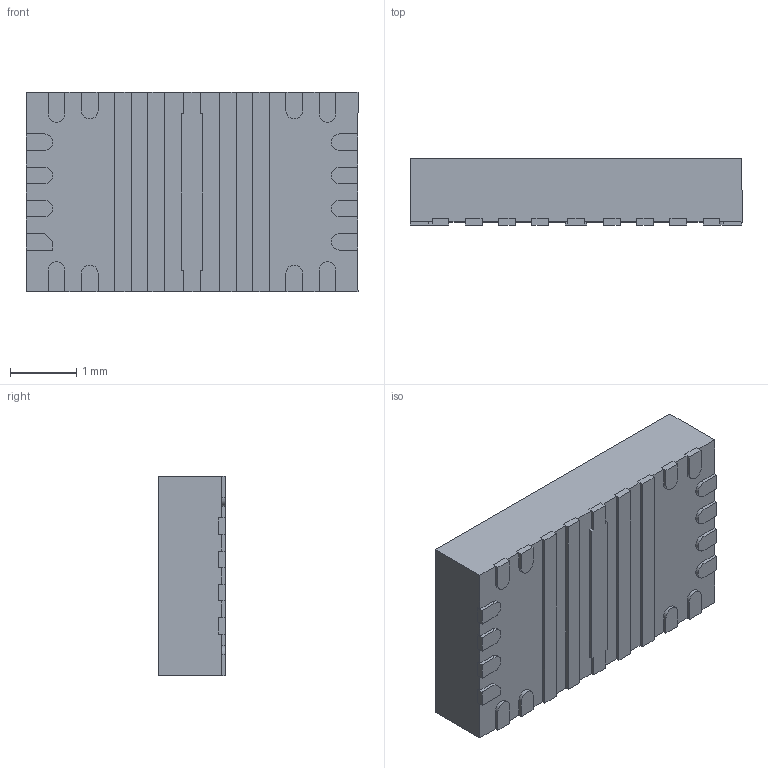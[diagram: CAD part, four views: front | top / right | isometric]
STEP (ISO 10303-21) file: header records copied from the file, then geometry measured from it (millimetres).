
FILE_DESCRIPTION (( 'STEP AP214' ), '1' );
FILE_NAME ('TPS552892RYQR.STEP', '2023-12-26T19:48:53', ( '' ), ( '' ), 'SwSTEP 2.0', 'SolidWorks 2021', '' );
FILE_SCHEMA (( 'AUTOMOTIVE_DESIGN' ));
Length unit declared in the file: millimetre
Products named in the file (1): TPS552892RYQR
Bounding box: 5 x 1 x 3 mm (x, y, z)
Volume: 14.5 mm3; surface area: 63.6 mm2
Topology: 23 solids, 23 shells, 249 faces, 606 edges, 404 vertices
Faces by surface type: plane 207, cylinder 42
Entity records: 7456 total; most frequent: CARTESIAN_POINT 1260, ORIENTED_EDGE 1212, DIRECTION 1190, EDGE_CURVE 606, VECTOR 522, LINE 522, VERTEX_POINT 404, AXIS2_PLACEMENT_3D 334
